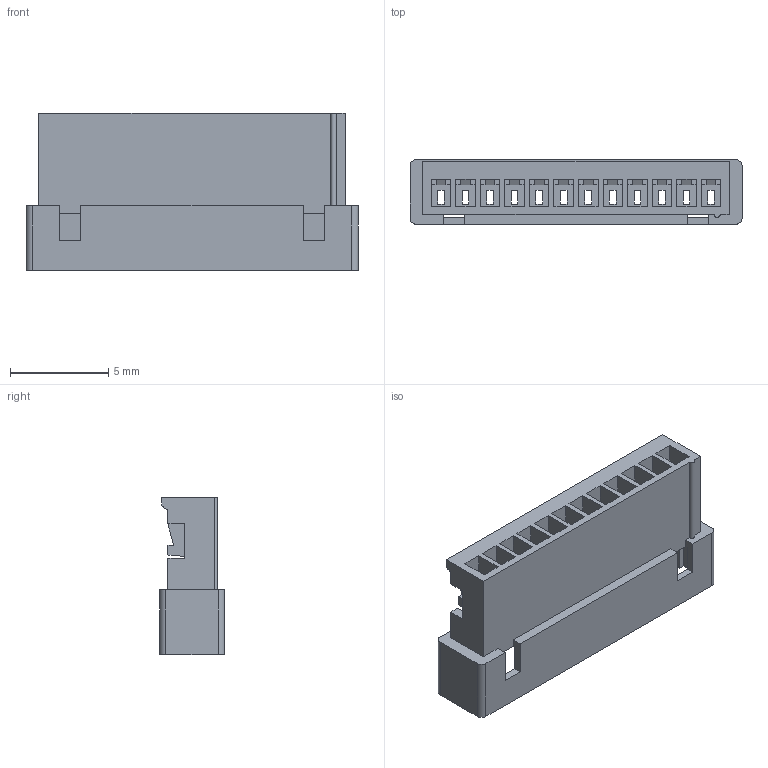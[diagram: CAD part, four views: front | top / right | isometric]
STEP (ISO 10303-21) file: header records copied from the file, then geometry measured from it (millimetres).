
FILE_DESCRIPTION((''),'2;1');
FILE_NAME('FHG12508-S05F2W1B','2026-02-05T',('工程三'),(''),'PRO/ENGINEER BY PARAMETRIC TECHNOLOGY CORPORATION, 2010280','PRO/ENGINEER BY PARAMETRIC TECHNOLOGY CORPORATION, 2010280','');
FILE_SCHEMA(('CONFIG_CONTROL_DESIGN'));
Length unit declared in the file: millimetre
Products named in the file (1): FHG12508-S05F2W1B
Bounding box: 16.9 x 3.3 x 8 mm (x, y, z)
Volume: 146.4 mm3; surface area: 777.5 mm2
Topology: 1 solids, 1 shells, 417 faces, 1187 edges, 756 vertices
Faces by surface type: plane 411, cylinder 6
Entity records: 13287 total; most frequent: ORIENTED_EDGE 2374, CARTESIAN_POINT 2360, DIRECTION 2033, EDGE_CURVE 1187, VECTOR 1175, LINE 1175, VERTEX_POINT 756, EDGE_LOOP 453
